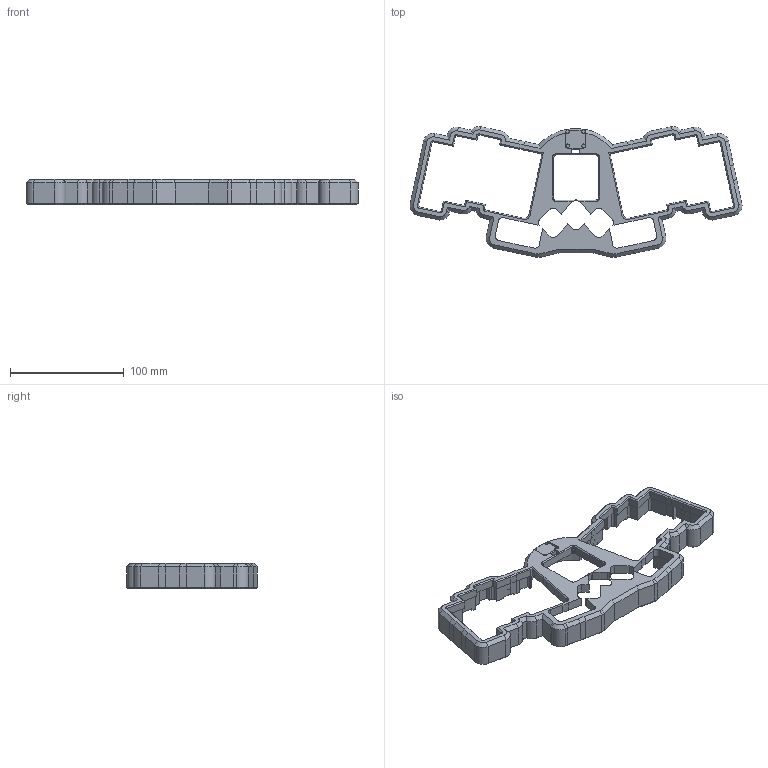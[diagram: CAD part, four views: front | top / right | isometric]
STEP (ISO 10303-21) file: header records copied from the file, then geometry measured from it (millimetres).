
FILE_DESCRIPTION(/* description */ (''),/* implementation_level */ '2;1');
FILE_NAME(/* name */ 'SentinelTopCase.step',/* time_stamp */ '2023-12-08T15:09:23-08:00',/* author */ (''),/* organization */ (''),/* preprocessor_version */ 'ST-DEVELOPER v20',/* originating_system */ 'Autodesk Translation Framework v12.14.0.127',/* authorisation */ '');
FILE_SCHEMA (('AUTOMOTIVE_DESIGN { 1 0 10303 214 3 1 1 }'));
Length unit declared in the file: millimetre
Products named in the file (2): HiveMind2; bully-hhkb
Assembly tree (1 placements, depth 2):
  HiveMind2
    bully-hhkb
Bounding box: 292.11 x 115.2 x 22.2 mm (x, y, z)
Volume: 136947.2 mm3; surface area: 58424.3 mm2
Topology: 1 solids, 2 shells, 934 faces, 2383 edges, 1474 vertices
Faces by surface type: plane 767, cylinder 107, cone 60
Full cylindrical faces by diameter (mm): 3.2 x24
Entity records: 27614 total; most frequent: CARTESIAN_POINT 4898, ORIENTED_EDGE 4766, DIRECTION 4511, EDGE_CURVE 2383, LINE 2073, VECTOR 2073, VERTEX_POINT 1474, AXIS2_PLACEMENT_3D 1219
